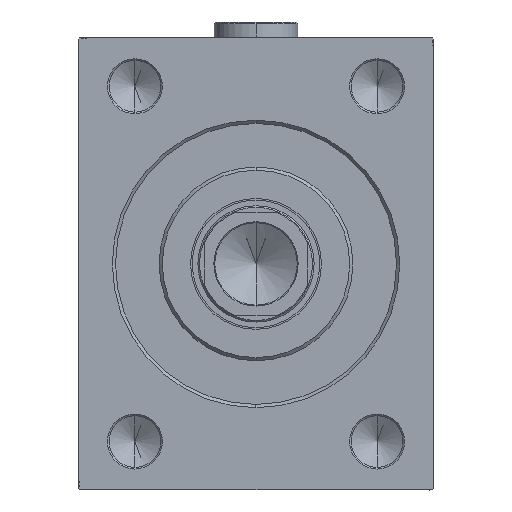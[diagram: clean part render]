
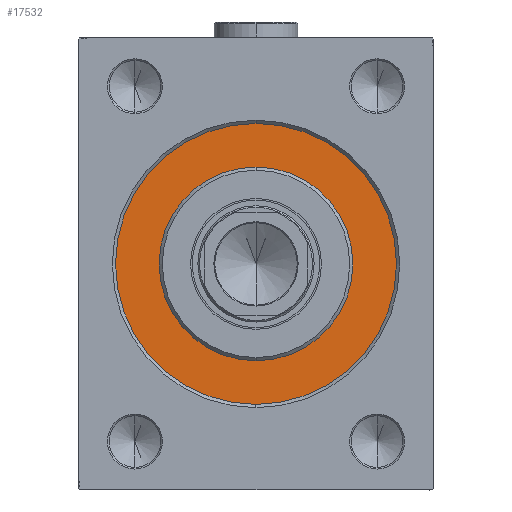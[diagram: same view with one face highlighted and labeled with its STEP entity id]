
A CAD part, left-side view. The second image highlights one B-rep face of the part: STEP entity #17532.
In plain terms, the highlighted face is planar.
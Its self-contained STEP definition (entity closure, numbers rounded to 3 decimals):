
#1256 = VERTEX_POINT ( 'NONE', #10530 ) ;
#1820 = FACE_BOUND ( 'NONE', #44701, .T. ) ;
#3530 = DIRECTION ( 'NONE',  ( 0., 0., 1. ) ) ;
#3828 = VERTEX_POINT ( 'NONE', #31676 ) ;
#4385 = DIRECTION ( 'NONE',  ( 0., 0., 1. ) ) ;
#4947 = EDGE_CURVE ( 'NONE', #35634, #14809, #11662, .T. ) ;
#5512 = AXIS2_PLACEMENT_3D ( 'NONE', #25167, #11065, #38802 ) ;
#6701 = DIRECTION ( 'NONE',  ( 1., 0., 0. ) ) ;
#6904 = CARTESIAN_POINT ( 'NONE',  ( 0., 0., 0. ) ) ;
#6997 = DIRECTION ( 'NONE',  ( -1., 0., 0. ) ) ;
#9358 = EDGE_CURVE ( 'NONE', #14809, #35634, #13273, .T. ) ;
#10530 = CARTESIAN_POINT ( 'NONE',  ( 0., 0., 43.5 ) ) ;
#11065 = DIRECTION ( 'NONE',  ( -1., 0., 0. ) ) ;
#11662 = CIRCLE ( 'NONE', #37486, 30. ) ;
#12435 = CARTESIAN_POINT ( 'NONE',  ( 0., 0., 0. ) ) ;
#12657 = ORIENTED_EDGE ( 'NONE', *, *, #4947, .F. ) ;
#13273 = CIRCLE ( 'NONE', #25825, 30. ) ;
#14809 = VERTEX_POINT ( 'NONE', #44138 ) ;
#15911 = FACE_OUTER_BOUND ( 'NONE', #26077, .T. ) ;
#17321 = DIRECTION ( 'NONE',  ( 0., 0., -1. ) ) ;
#17518 = DIRECTION ( 'NONE',  ( 1., 0., 0. ) ) ;
#17532 = ADVANCED_FACE ( 'NONE', ( #1820, #15911 ), #36481, .F. ) ;
#19721 = CIRCLE ( 'NONE', #38929, 43.5 ) ;
#22010 = EDGE_CURVE ( 'NONE', #3828, #1256, #30629, .T. ) ;
#22698 = ORIENTED_EDGE ( 'NONE', *, *, #9358, .F. ) ;
#25167 = CARTESIAN_POINT ( 'NONE',  ( 0., 0., 0. ) ) ;
#25825 = AXIS2_PLACEMENT_3D ( 'NONE', #38347, #6701, #17321 ) ;
#26077 = EDGE_LOOP ( 'NONE', ( #32293, #28213 ) ) ;
#28213 = ORIENTED_EDGE ( 'NONE', *, *, #32531, .F. ) ;
#30629 = CIRCLE ( 'NONE', #5512, 43.5 ) ;
#31676 = CARTESIAN_POINT ( 'NONE',  ( 0., 0., -43.5 ) ) ;
#32293 = ORIENTED_EDGE ( 'NONE', *, *, #22010, .F. ) ;
#32531 = EDGE_CURVE ( 'NONE', #1256, #3828, #19721, .T. ) ;
#34099 = CARTESIAN_POINT ( 'NONE',  ( 0., 0., 30. ) ) ;
#35634 = VERTEX_POINT ( 'NONE', #34099 ) ;
#36481 = PLANE ( 'NONE',  #44517 ) ;
#37486 = AXIS2_PLACEMENT_3D ( 'NONE', #6904, #17518, #45725 ) ;
#38347 = CARTESIAN_POINT ( 'NONE',  ( 0., 0., 0. ) ) ;
#38640 = CARTESIAN_POINT ( 'NONE',  ( 0., 0., 0. ) ) ;
#38802 = DIRECTION ( 'NONE',  ( 0., 0., 1. ) ) ;
#38929 = AXIS2_PLACEMENT_3D ( 'NONE', #38640, #6997, #3530 ) ;
#40635 = DIRECTION ( 'NONE',  ( -1., 0., 0. ) ) ;
#44138 = CARTESIAN_POINT ( 'NONE',  ( 0., 0., -30. ) ) ;
#44517 = AXIS2_PLACEMENT_3D ( 'NONE', #12435, #40635, #4385 ) ;
#44701 = EDGE_LOOP ( 'NONE', ( #12657, #22698 ) ) ;
#45725 = DIRECTION ( 'NONE',  ( 0., 0., -1. ) ) ;
